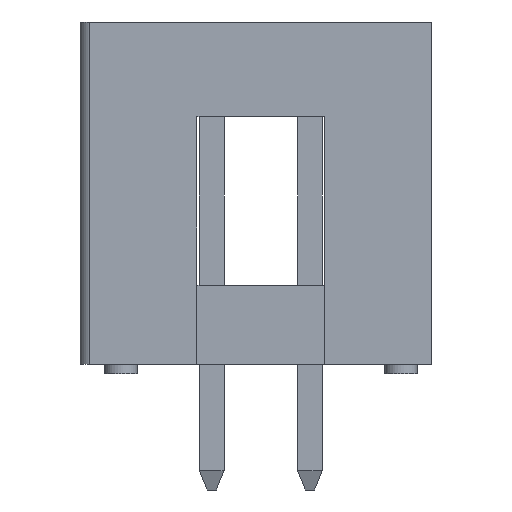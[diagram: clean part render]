
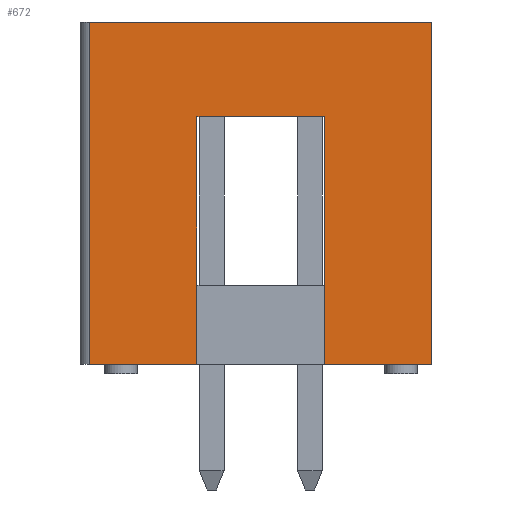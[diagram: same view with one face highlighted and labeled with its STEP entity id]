
A CAD part, left-side view. The second image highlights one B-rep face of the part: STEP entity #672.
In plain terms, the highlighted planar face has unit normal (-1, 0, 0).
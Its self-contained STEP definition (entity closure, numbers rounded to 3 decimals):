
#672 = ADVANCED_FACE( '', ( #1338 ), #1339, .T. );
#1338 = FACE_OUTER_BOUND( '', #2055, .T. );
#1339 = PLANE( '', #2056 );
#2055 = EDGE_LOOP( '', ( #3379, #3380, #3381, #3382, #3383, #3384, #3385, #3386 ) );
#2056 = AXIS2_PLACEMENT_3D( '', #3387, #3388, #3389 );
#3379 = ORIENTED_EDGE( '', *, *, #4855, .T. );
#3380 = ORIENTED_EDGE( '', *, *, #4547, .T. );
#3381 = ORIENTED_EDGE( '', *, *, #4716, .F. );
#3382 = ORIENTED_EDGE( '', *, *, #4856, .T. );
#3383 = ORIENTED_EDGE( '', *, *, #4576, .T. );
#3384 = ORIENTED_EDGE( '', *, *, #4857, .F. );
#3385 = ORIENTED_EDGE( '', *, *, #4718, .F. );
#3386 = ORIENTED_EDGE( '', *, *, #4858, .F. );
#3387 = CARTESIAN_POINT( '', ( -16.53, -4.425, -4.425 ) );
#3388 = DIRECTION( '', ( -1., 0., 0. ) );
#3389 = DIRECTION( '', ( 0., 0., 1. ) );
#4547 = EDGE_CURVE( '', #5436, #5433, #5437, .T. );
#4576 = EDGE_CURVE( '', #5486, #5484, #5487, .T. );
#4716 = EDGE_CURVE( '', #5703, #5433, #5705, .T. );
#4718 = EDGE_CURVE( '', #5706, #5708, #5709, .T. );
#4855 = EDGE_CURVE( '', #5895, #5436, #5896, .T. );
#4856 = EDGE_CURVE( '', #5703, #5486, #5897, .T. );
#4857 = EDGE_CURVE( '', #5708, #5484, #5898, .T. );
#4858 = EDGE_CURVE( '', #5895, #5706, #5899, .T. );
#5433 = VERTEX_POINT( '', #6670 );
#5436 = VERTEX_POINT( '', #6674 );
#5437 = LINE( '', #6675, #6676 );
#5484 = VERTEX_POINT( '', #6738 );
#5486 = VERTEX_POINT( '', #6741 );
#5487 = LINE( '', #6742, #6743 );
#5703 = VERTEX_POINT( '', #7067 );
#5705 = LINE( '', #7070, #7071 );
#5706 = VERTEX_POINT( '', #7072 );
#5708 = VERTEX_POINT( '', #7075 );
#5709 = LINE( '', #7076, #7077 );
#5895 = VERTEX_POINT( '', #7367 );
#5896 = LINE( '', #7368, #7369 );
#5897 = LINE( '', #7370, #7371 );
#5898 = LINE( '', #7372, #7373 );
#5899 = LINE( '', #7374, #7375 );
#6670 = CARTESIAN_POINT( '', ( -16.53, -1.65, -4.425 ) );
#6674 = CARTESIAN_POINT( '', ( -16.53, -1.65, 1.975 ) );
#6675 = CARTESIAN_POINT( '', ( -16.53, -1.65, 1.975 ) );
#6676 = VECTOR( '', #7917, 1000. );
#6738 = CARTESIAN_POINT( '', ( -16.53, 4.425, 4.425 ) );
#6741 = CARTESIAN_POINT( '', ( -16.53, -4.425, 4.425 ) );
#6742 = CARTESIAN_POINT( '', ( -16.53, -4.425, 4.425 ) );
#6743 = VECTOR( '', #7952, 1000. );
#7067 = CARTESIAN_POINT( '', ( -16.53, -4.425, -4.425 ) );
#7070 = CARTESIAN_POINT( '', ( -16.53, -4.425, -4.425 ) );
#7071 = VECTOR( '', #8074, 1000. );
#7072 = CARTESIAN_POINT( '', ( -16.53, 1.65, -4.425 ) );
#7075 = CARTESIAN_POINT( '', ( -16.53, 4.425, -4.425 ) );
#7076 = CARTESIAN_POINT( '', ( -16.53, -4.425, -4.425 ) );
#7077 = VECTOR( '', #8076, 1000. );
#7367 = CARTESIAN_POINT( '', ( -16.53, 1.65, 1.975 ) );
#7368 = CARTESIAN_POINT( '', ( -16.53, 1.65, 1.975 ) );
#7369 = VECTOR( '', #8184, 1000. );
#7370 = CARTESIAN_POINT( '', ( -16.53, -4.425, -4.425 ) );
#7371 = VECTOR( '', #8185, 1000. );
#7372 = CARTESIAN_POINT( '', ( -16.53, 4.425, -4.425 ) );
#7373 = VECTOR( '', #8186, 1000. );
#7374 = CARTESIAN_POINT( '', ( -16.53, 1.65, 1.975 ) );
#7375 = VECTOR( '', #8187, 1000. );
#7917 = DIRECTION( '', ( 0., 0., -1. ) );
#7952 = DIRECTION( '', ( 0., 1., 0. ) );
#8074 = DIRECTION( '', ( 0., 1., 0. ) );
#8076 = DIRECTION( '', ( 0., 1., 0. ) );
#8184 = DIRECTION( '', ( 0., -1., 0. ) );
#8185 = DIRECTION( '', ( 0., 0., 1. ) );
#8186 = DIRECTION( '', ( 0., 0., 1. ) );
#8187 = DIRECTION( '', ( 0., 0., -1. ) );
